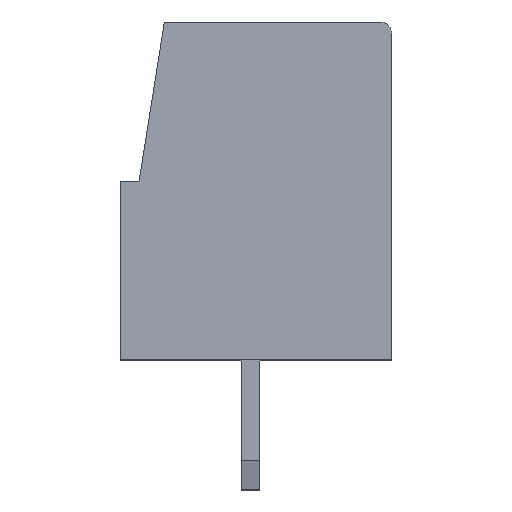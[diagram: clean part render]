
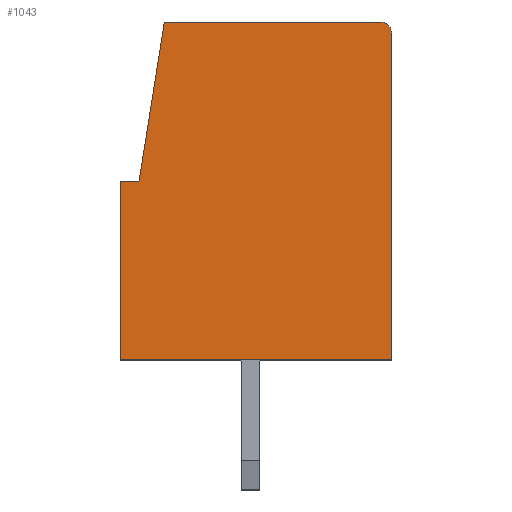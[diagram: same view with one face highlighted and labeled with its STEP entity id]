
A CAD part, left-side view. The second image highlights one B-rep face of the part: STEP entity #1043.
In plain terms, the highlighted planar face has unit normal (-1, 0, 0).
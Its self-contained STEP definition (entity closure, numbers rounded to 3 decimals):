
#1043 = ADVANCED_FACE( '', ( #2196 ), #2197, .F. );
#2196 = FACE_OUTER_BOUND( '', #3464, .T. );
#2197 = PLANE( '', #3465 );
#3464 = EDGE_LOOP( '', ( #6381, #6382, #6383, #6384, #6385, #6386, #6387 ) );
#3465 = AXIS2_PLACEMENT_3D( '', #6388, #6389, #6390 );
#6381 = ORIENTED_EDGE( '', *, *, #8313, .T. );
#6382 = ORIENTED_EDGE( '', *, *, #8721, .F. );
#6383 = ORIENTED_EDGE( '', *, *, #8681, .F. );
#6384 = ORIENTED_EDGE( '', *, *, #8176, .T. );
#6385 = ORIENTED_EDGE( '', *, *, #8722, .T. );
#6386 = ORIENTED_EDGE( '', *, *, #7992, .T. );
#6387 = ORIENTED_EDGE( '', *, *, #8303, .T. );
#6388 = CARTESIAN_POINT( '', ( -1.905, -11.88, 0. ) );
#6389 = DIRECTION( '', ( 1., 0., 0. ) );
#6390 = DIRECTION( '', ( 0., 0., 1. ) );
#7992 = EDGE_CURVE( '', #9781, #9782, #9783, .T. );
#8176 = EDGE_CURVE( '', #10070, #10071, #10072, .T. );
#8303 = EDGE_CURVE( '', #9782, #10263, #10265, .T. );
#8313 = EDGE_CURVE( '', #10263, #10277, #10279, .T. );
#8681 = EDGE_CURVE( '', #10070, #10776, #10777, .T. );
#8721 = EDGE_CURVE( '', #10776, #10277, #10827, .T. );
#8722 = EDGE_CURVE( '', #10071, #9781, #10828, .T. );
#9781 = VERTEX_POINT( '', #12274 );
#9782 = VERTEX_POINT( '', #12275 );
#9783 = LINE( '', #12276, #12277 );
#10070 = VERTEX_POINT( '', #12694 );
#10071 = VERTEX_POINT( '', #12695 );
#10072 = LINE( '', #12696, #12697 );
#10263 = VERTEX_POINT( '', #12974 );
#10265 = LINE( '', #12977, #12978 );
#10277 = VERTEX_POINT( '', #12996 );
#10279 = LINE( '', #12999, #13000 );
#10776 = VERTEX_POINT( '', #13743 );
#10777 = LINE( '', #13744, #13745 );
#10827 = CIRCLE( '', #13815, 0.3 );
#10828 = LINE( '', #13816, #13817 );
#12274 = CARTESIAN_POINT( '', ( -1.905, 0., 4.8 ) );
#12275 = CARTESIAN_POINT( '', ( -1.905, 0., 0. ) );
#12276 = CARTESIAN_POINT( '', ( -1.905, 0., 0. ) );
#12277 = VECTOR( '', #14595, 1000. );
#12694 = CARTESIAN_POINT( '', ( -1.905, -1.181, 9.1 ) );
#12695 = CARTESIAN_POINT( '', ( -1.905, -0.5, 4.8 ) );
#12696 = CARTESIAN_POINT( '', ( -1.905, 0.26, 0. ) );
#12697 = VECTOR( '', #14765, 1000. );
#12974 = CARTESIAN_POINT( '', ( -1.905, -7.3, 0. ) );
#12977 = CARTESIAN_POINT( '', ( -1.905, -3.5, 0. ) );
#12978 = VECTOR( '', #14877, 1000. );
#12996 = CARTESIAN_POINT( '', ( -1.905, -7.3, 8.8 ) );
#12999 = CARTESIAN_POINT( '', ( -1.905, -7.3, 0. ) );
#13000 = VECTOR( '', #14885, 1000. );
#13743 = CARTESIAN_POINT( '', ( -1.905, -7., 9.1 ) );
#13744 = CARTESIAN_POINT( '', ( -1.905, -3.5, 9.1 ) );
#13745 = VECTOR( '', #15171, 1000. );
#13815 = AXIS2_PLACEMENT_3D( '', #15204, #15205, #15206 );
#13816 = CARTESIAN_POINT( '', ( -1.905, -3.5, 4.8 ) );
#13817 = VECTOR( '', #15207, 1000. );
#14595 = DIRECTION( '', ( 0., 0., -1. ) );
#14765 = DIRECTION( '', ( 0., 0.156, -0.988 ) );
#14877 = DIRECTION( '', ( 0., -1., 0. ) );
#14885 = DIRECTION( '', ( 0., 0., 1. ) );
#15171 = DIRECTION( '', ( 0., -1., 0. ) );
#15204 = CARTESIAN_POINT( '', ( -1.905, -7., 8.8 ) );
#15205 = DIRECTION( '', ( 1., 0., 0. ) );
#15206 = DIRECTION( '', ( 0., -1., 0. ) );
#15207 = DIRECTION( '', ( 0., 1., 0. ) );
